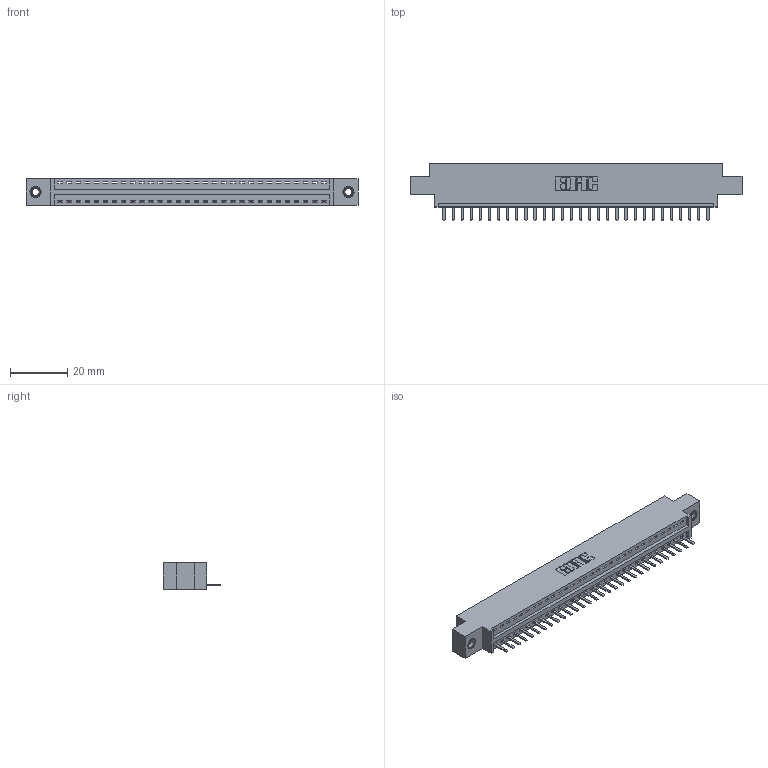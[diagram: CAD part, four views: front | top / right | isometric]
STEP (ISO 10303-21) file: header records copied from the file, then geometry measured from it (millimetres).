
FILE_DESCRIPTION (( 'STEP AP203' ), '1' );
FILE_NAME ('346-030-520-607.STEP', '2022-05-06T15:20:57', ( '' ), ( '' ), 'SwSTEP 2.0', 'SolidWorks 2020', '' );
FILE_SCHEMA (( 'CONFIG_CONTROL_DESIGN' ));
Length unit declared in the file: inch
Products named in the file (4): 346 Part_0.170 Offset - 0.156 Dia-TI; 346-030-520-607; 345-292-001_345-293-120; 345-250-001_345-250-005-103
Assembly tree (33 placements, depth 2):
  346-030-520-607
    346 Part_0.170 Offset - 0.156 Dia-TI
    345-292-001_345-293-120  x30
    345-250-001_345-250-005-103  x2
Bounding box: 115.82 x 20.02 x 9.4 mm (x, y, z)
Volume: 10749.8 mm3; surface area: 13213.3 mm2
Topology: 33 solids, 33 shells, 2046 faces, 5997 edges, 3910 vertices
Faces by surface type: plane 1372, cylinder 658, cone 12, torus 4
Entity records: 21666 total; most frequent: CARTESIAN_POINT 3713, ORIENTED_EDGE 3658, DIRECTION 3303, EDGE_CURVE 1829, LINE 1553, VECTOR 1553, VERTEX_POINT 1212, AXIS2_PLACEMENT_3D 875
